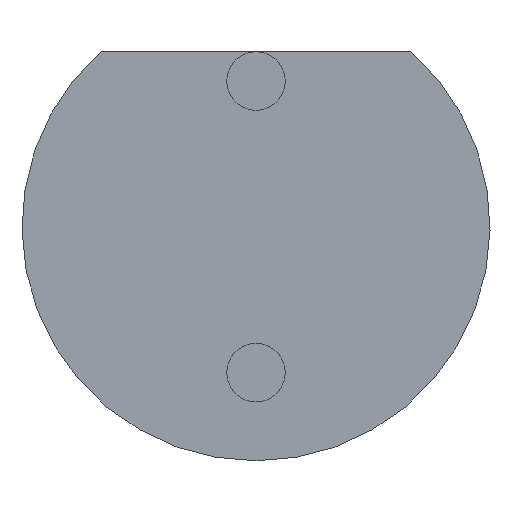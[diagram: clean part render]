
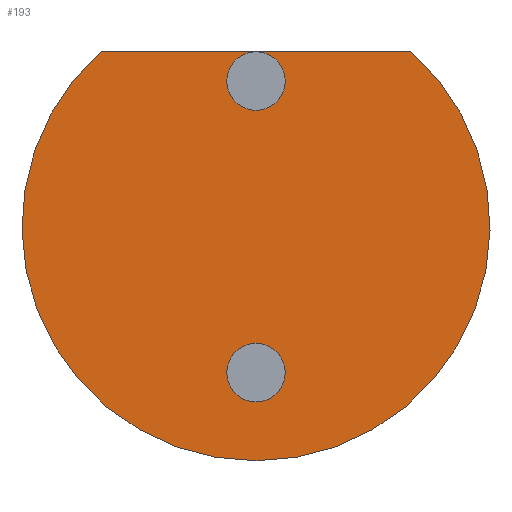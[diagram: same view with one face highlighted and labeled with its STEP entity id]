
A CAD part, front view. The second image highlights one B-rep face of the part: STEP entity #193.
In plain terms, the highlighted planar face has unit normal (0, -1, 0).
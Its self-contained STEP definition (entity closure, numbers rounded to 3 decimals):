
#2 = CIRCLE ( 'NONE', #350, 0.25 ) ;
#18 = CARTESIAN_POINT ( 'NONE',  ( -4.544, -1., 0. ) ) ;
#20 = FACE_OUTER_BOUND ( 'NONE', #377, .T. ) ;
#22 = VERTEX_POINT ( 'NONE', #126 ) ;
#29 = ORIENTED_EDGE ( 'NONE', *, *, #342, .T. ) ;
#31 = DIRECTION ( 'NONE',  ( 0., 1., 0. ) ) ;
#32 = CIRCLE ( 'NONE', #408, 0.25 ) ;
#36 = AXIS2_PLACEMENT_3D ( 'NONE', #349, #117, #255 ) ;
#40 = VERTEX_POINT ( 'NONE', #420 ) ;
#46 = CARTESIAN_POINT ( 'NONE',  ( 0., -1., -2.747 ) ) ;
#62 = PLANE ( 'NONE',  #114 ) ;
#66 = DIRECTION ( 'NONE',  ( 0., 0., 1. ) ) ;
#67 = DIRECTION ( 'NONE',  ( 0., 0., 1. ) ) ;
#68 = EDGE_CURVE ( 'NONE', #130, #270, #454, .T. ) ;
#78 = DIRECTION ( 'NONE',  ( 0., 0., 1. ) ) ;
#100 = ORIENTED_EDGE ( 'NONE', *, *, #234, .T. ) ;
#102 = CIRCLE ( 'NONE', #36, 0.25 ) ;
#114 = AXIS2_PLACEMENT_3D ( 'NONE', #200, #462, #206 ) ;
#117 = DIRECTION ( 'NONE',  ( 0., 1., 0. ) ) ;
#118 = FACE_BOUND ( 'NONE', #220, .T. ) ;
#126 = CARTESIAN_POINT ( 'NONE',  ( 0., -1., -2.497 ) ) ;
#129 = FACE_BOUND ( 'NONE', #286, .T. ) ;
#130 = VERTEX_POINT ( 'NONE', #316 ) ;
#146 = EDGE_CURVE ( 'NONE', #130, #270, #318, .T. ) ;
#160 = DIRECTION ( 'NONE',  ( -1., 0., 0. ) ) ;
#177 = EDGE_CURVE ( 'NONE', #433, #40, #2, .T. ) ;
#190 = ORIENTED_EDGE ( 'NONE', *, *, #146, .F. ) ;
#193 = ADVANCED_FACE ( 'NONE', ( #118, #20, #129 ), #62, .T. ) ;
#200 = CARTESIAN_POINT ( 'NONE',  ( 0., -1., -4.975 ) ) ;
#206 = DIRECTION ( 'NONE',  ( 0., 0., -1. ) ) ;
#217 = CARTESIAN_POINT ( 'NONE',  ( 0., -1., -0.005 ) ) ;
#220 = EDGE_LOOP ( 'NONE', ( #359, #222 ) ) ;
#222 = ORIENTED_EDGE ( 'NONE', *, *, #329, .T. ) ;
#234 = EDGE_CURVE ( 'NONE', #361, #22, #32, .T. ) ;
#236 = DIRECTION ( 'NONE',  ( 0., 1., 0. ) ) ;
#255 = DIRECTION ( 'NONE',  ( 0., 0., 1. ) ) ;
#270 = VERTEX_POINT ( 'NONE', #434 ) ;
#275 = CARTESIAN_POINT ( 'NONE',  ( 0., -1., -1.5 ) ) ;
#286 = EDGE_LOOP ( 'NONE', ( #29, #100 ) ) ;
#290 = CARTESIAN_POINT ( 'NONE',  ( 0., -1., -2.997 ) ) ;
#316 = CARTESIAN_POINT ( 'NONE',  ( 1.323, -1., 0. ) ) ;
#318 = CIRCLE ( 'NONE', #468, 2. ) ;
#329 = EDGE_CURVE ( 'NONE', #40, #433, #102, .T. ) ;
#342 = EDGE_CURVE ( 'NONE', #22, #361, #451, .T. ) ;
#349 = CARTESIAN_POINT ( 'NONE',  ( 0., -1., -0.255 ) ) ;
#350 = AXIS2_PLACEMENT_3D ( 'NONE', #426, #31, #66 ) ;
#352 = CARTESIAN_POINT ( 'NONE',  ( 0., -1., -2.747 ) ) ;
#359 = ORIENTED_EDGE ( 'NONE', *, *, #177, .T. ) ;
#361 = VERTEX_POINT ( 'NONE', #290 ) ;
#377 = EDGE_LOOP ( 'NONE', ( #387, #190 ) ) ;
#384 = DIRECTION ( 'NONE',  ( 0., 0., 1. ) ) ;
#387 = ORIENTED_EDGE ( 'NONE', *, *, #68, .T. ) ;
#403 = DIRECTION ( 'NONE',  ( 0., 1., 0. ) ) ;
#408 = AXIS2_PLACEMENT_3D ( 'NONE', #352, #436, #67 ) ;
#419 = VECTOR ( 'NONE', #160, 1000. ) ;
#420 = CARTESIAN_POINT ( 'NONE',  ( 0., -1., -0.505 ) ) ;
#426 = CARTESIAN_POINT ( 'NONE',  ( 0., -1., -0.255 ) ) ;
#433 = VERTEX_POINT ( 'NONE', #217 ) ;
#434 = CARTESIAN_POINT ( 'NONE',  ( -1.323, -1., 0. ) ) ;
#435 = AXIS2_PLACEMENT_3D ( 'NONE', #46, #403, #78 ) ;
#436 = DIRECTION ( 'NONE',  ( 0., 1., 0. ) ) ;
#451 = CIRCLE ( 'NONE', #435, 0.25 ) ;
#454 = LINE ( 'NONE', #18, #419 ) ;
#462 = DIRECTION ( 'NONE',  ( 0., -1., 0. ) ) ;
#468 = AXIS2_PLACEMENT_3D ( 'NONE', #275, #236, #384 ) ;
